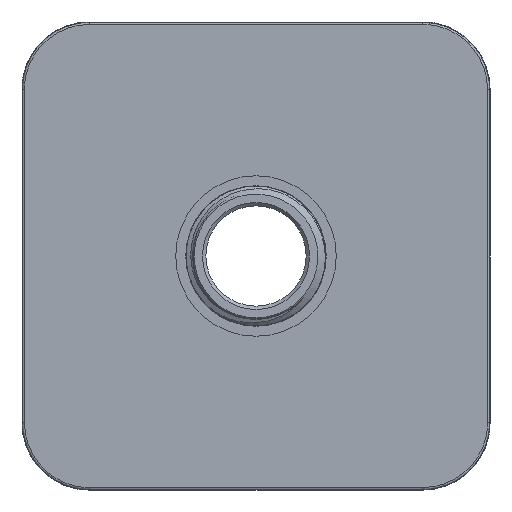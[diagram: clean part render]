
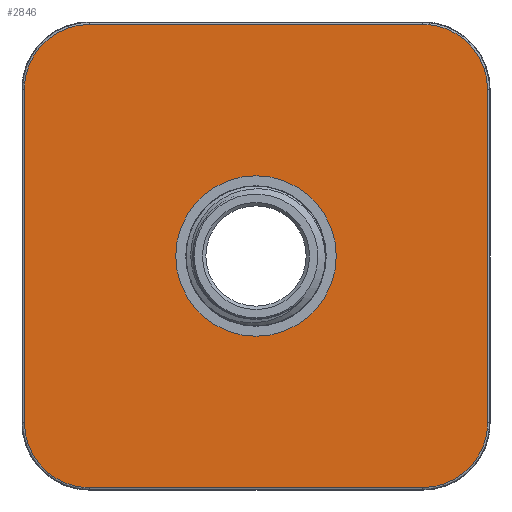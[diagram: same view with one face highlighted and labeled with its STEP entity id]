
A CAD part, left-side view. The second image highlights one B-rep face of the part: STEP entity #2846.
In plain terms, the highlighted face is planar.
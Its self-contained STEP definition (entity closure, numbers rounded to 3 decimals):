
#76=ELLIPSE('',#3110,9.703,9.7);
#77=ELLIPSE('',#3114,9.703,9.7);
#78=ELLIPSE('',#3117,9.703,9.7);
#79=ELLIPSE('',#3119,9.703,9.7);
#149=LINE('',#9368,#321);
#165=LINE('',#9416,#337);
#166=LINE('',#9444,#338);
#167=LINE('',#9472,#339);
#321=VECTOR('',#3540,1000.);
#337=VECTOR('',#3588,1000.);
#338=VECTOR('',#3597,1000.);
#339=VECTOR('',#3606,1000.);
#594=PLANE('',#3118);
#945=ORIENTED_EDGE('',*,*,#1604,.F.);
#946=ORIENTED_EDGE('',*,*,#1640,.T.);
#947=ORIENTED_EDGE('',*,*,#1638,.T.);
#948=ORIENTED_EDGE('',*,*,#1636,.T.);
#949=ORIENTED_EDGE('',*,*,#1634,.T.);
#950=ORIENTED_EDGE('',*,*,#1632,.T.);
#951=ORIENTED_EDGE('',*,*,#1642,.T.);
#952=ORIENTED_EDGE('',*,*,#1608,.T.);
#953=ORIENTED_EDGE('',*,*,#1641,.T.);
#1604=EDGE_CURVE('',#1981,#1981,#2170,.T.);
#1608=EDGE_CURVE('',#1982,#1985,#149,.F.);
#1632=EDGE_CURVE('',#2000,#2001,#165,.F.);
#1634=EDGE_CURVE('',#2002,#2000,#76,.T.);
#1636=EDGE_CURVE('',#2003,#2002,#166,.F.);
#1638=EDGE_CURVE('',#2004,#2003,#77,.T.);
#1640=EDGE_CURVE('',#2005,#2004,#167,.F.);
#1641=EDGE_CURVE('',#1985,#2005,#78,.T.);
#1642=EDGE_CURVE('',#2001,#1982,#79,.T.);
#1981=VERTEX_POINT('',#9359);
#1982=VERTEX_POINT('',#9362);
#1985=VERTEX_POINT('',#9367);
#2000=VERTEX_POINT('',#9413);
#2001=VERTEX_POINT('',#9415);
#2002=VERTEX_POINT('',#9439);
#2003=VERTEX_POINT('',#9443);
#2004=VERTEX_POINT('',#9467);
#2005=VERTEX_POINT('',#9471);
#2170=CIRCLE('',#3089,10.9);
#2368=EDGE_LOOP('',(#945));
#2369=EDGE_LOOP('',(#946,#947,#948,#949,#950,#951,#952,#953));
#2587=FACE_BOUND('',#2368,.T.);
#2588=FACE_BOUND('',#2369,.T.);
#2846=ADVANCED_FACE('',(#2587,#2588),#594,.T.);
#3089=AXIS2_PLACEMENT_3D('',#9358,#3531,#3532);
#3110=AXIS2_PLACEMENT_3D('',#9440,#3591,#3592);
#3114=AXIS2_PLACEMENT_3D('',#9468,#3600,#3601);
#3117=AXIS2_PLACEMENT_3D('',#9494,#3607,#3608);
#3118=AXIS2_PLACEMENT_3D('',#9495,#3609,#3610);
#3119=AXIS2_PLACEMENT_3D('',#9496,#3611,#3612);
#3531=DIRECTION('',(0.,-1.,0.));
#3532=DIRECTION('',(-1.,0.,0.));
#3540=DIRECTION('',(1.,0.,0.));
#3588=DIRECTION('',(0.,0.,-1.));
#3591=DIRECTION('',(0.,-1.,0.));
#3592=DIRECTION('',(-0.707,0.,0.707));
#3597=DIRECTION('',(-1.,0.,0.));
#3600=DIRECTION('',(0.,-1.,0.));
#3601=DIRECTION('',(0.707,0.,0.707));
#3606=DIRECTION('',(0.,0.,1.));
#3607=DIRECTION('',(0.,-1.,0.));
#3608=DIRECTION('',(0.707,0.,-0.707));
#3609=DIRECTION('',(0.,-1.,0.));
#3610=DIRECTION('',(1.,0.,0.));
#3611=DIRECTION('',(0.,-1.,0.));
#3612=DIRECTION('',(-0.707,0.,-0.707));
#9358=CARTESIAN_POINT('',(0.,-4.,0.));
#9359=CARTESIAN_POINT('',(-10.9,-4.,0.));
#9362=CARTESIAN_POINT('',(24.937,-4.,34.635));
#9367=CARTESIAN_POINT('',(-24.937,-4.,34.635));
#9368=CARTESIAN_POINT('',(0.,-4.,34.635));
#9413=CARTESIAN_POINT('',(34.635,-4.,-24.937));
#9415=CARTESIAN_POINT('',(34.635,-4.,24.937));
#9416=CARTESIAN_POINT('',(34.635,-4.,0.));
#9439=CARTESIAN_POINT('',(24.937,-4.,-34.635));
#9440=CARTESIAN_POINT('',(24.934,-4.,-24.934));
#9443=CARTESIAN_POINT('',(-24.937,-4.,-34.635));
#9444=CARTESIAN_POINT('',(0.,-4.,-34.635));
#9467=CARTESIAN_POINT('',(-34.635,-4.,-24.937));
#9468=CARTESIAN_POINT('',(-24.934,-4.,-24.934));
#9471=CARTESIAN_POINT('',(-34.635,-4.,24.937));
#9472=CARTESIAN_POINT('',(-34.635,-4.,0.));
#9494=CARTESIAN_POINT('',(-24.934,-4.,24.934));
#9495=CARTESIAN_POINT('',(0.,-4.,0.));
#9496=CARTESIAN_POINT('',(24.934,-4.,24.934));
